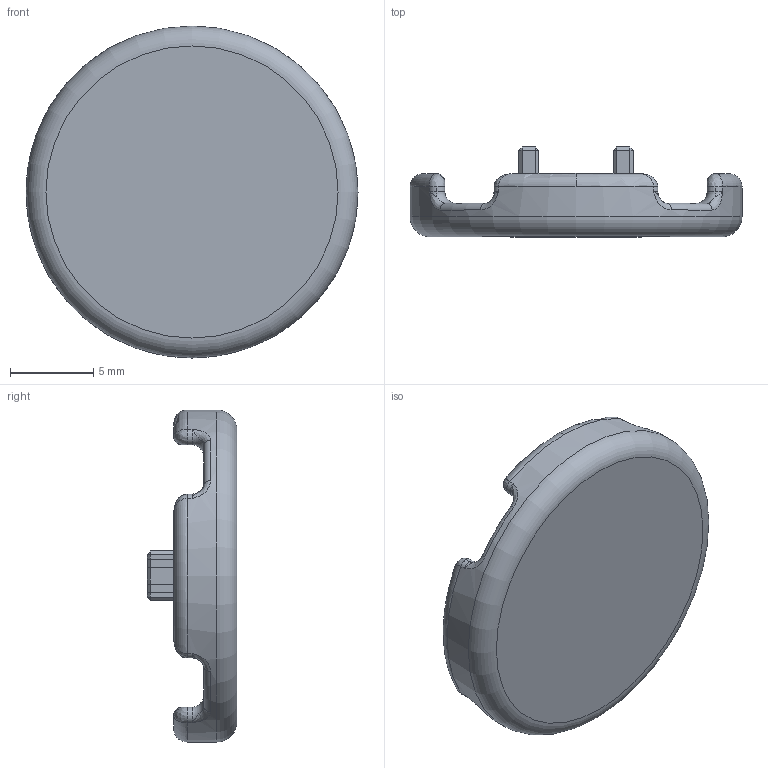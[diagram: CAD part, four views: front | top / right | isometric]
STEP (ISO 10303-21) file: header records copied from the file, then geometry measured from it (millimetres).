
FILE_DESCRIPTION(('HOOPS Exchange Step'),'2;1');
FILE_NAME('temp_export','2025-02-20T21:38:35+18:00',('campagne'),('Shapr3D Limited'),'HOOPS Exchange 2024.8','Shapr3D','Authorized');
FILE_SCHEMA( ('AP242_MANAGED_MODEL_BASED_3D_ENGINEERING_MIM_LF {1 0 10303 442 1 1 4}') );
Length unit declared in the file: millimetre
Products named in the file (3): Kailh Choc FunkMonk 1u.step; Folder 03; root
Assembly tree (2 placements, depth 2):
  root
    Kailh Choc FunkMonk 1u.step
    Folder 03
Bounding box: 20 x 5.41 x 20 mm (x, y, z)
Volume: 755.7 mm3; surface area: 929.4 mm2
Topology: 3 solids, 3 shells, 149 faces, 369 edges, 218 vertices
Faces by surface type: plane 92, torus 20, cylinder 19, bspline 16, sphere 2
Full cylindrical faces by diameter (mm): 20 x1
Entity records: 9220 total; most frequent: CARTESIAN_POINT 5682, DIRECTION 729, ORIENTED_EDGE 722, EDGE_CURVE 361, AXIS2_PLACEMENT_3D 263, VERTEX_POINT 218, VECTOR 203, LINE 203
